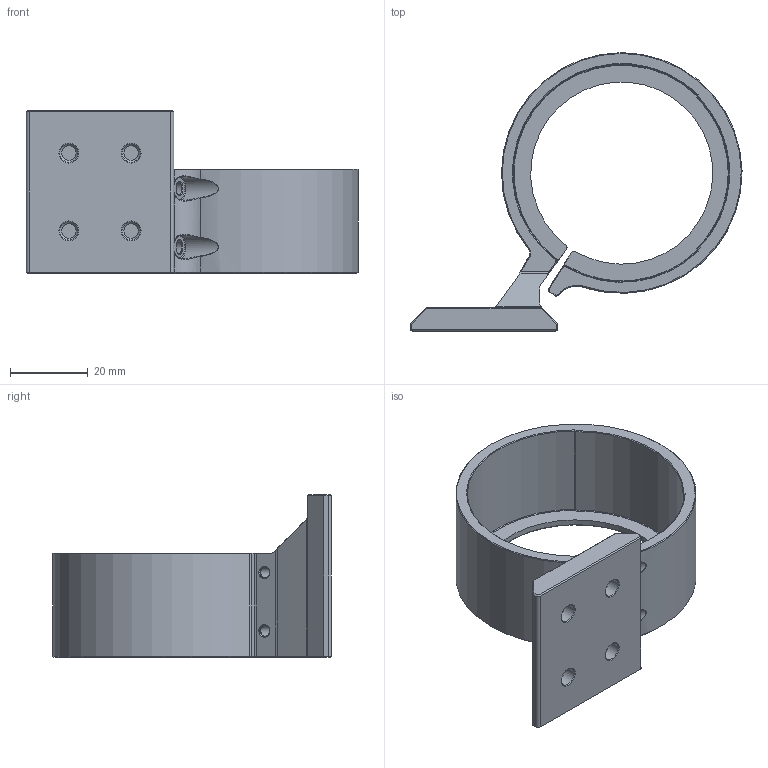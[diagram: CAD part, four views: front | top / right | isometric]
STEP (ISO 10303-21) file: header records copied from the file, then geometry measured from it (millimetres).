
FILE_DESCRIPTION(/* description */ ('','CAx-IF Rec.Pracs.---Representation and Presentation of Product Manufacturing Information (PMI)---4.0---2014-10-13'),/* implementation_level */ '2;1');
FILE_NAME(/* name */ 'vortex_fury_arca_adapter_single.step',/* time_stamp */ '2024-12-01T21:00:10+13:00',/* author */ (''),/* organization */ (''),/* preprocessor_version */ 'ST-DEVELOPER v20',/* originating_system */ 'Autodesk Translation Framework v13.20.0.188',/* authorisation */ '');
FILE_SCHEMA (('AP242_MANAGED_MODEL_BASED_3D_ENGINEERING_MIM_LF { 1 0 10303 442 1 1 4 }'));
Length unit declared in the file: millimetre
Products named in the file (1): vortex_fury_arca_adapter_single
Bounding box: 85.3 x 71.55 x 41.8 mm (x, y, z)
Volume: 28191.6 mm3; surface area: 17285 mm2
Topology: 1 solids, 1 shells, 165 faces, 392 edges, 233 vertices
Faces by surface type: plane 50, cylinder 36, cone 34, bspline 32, torus 13
Full cylindrical faces by diameter (mm): 2.8 x2, 3.4 x2, 4.7 x4
Entity records: 5824 total; most frequent: CARTESIAN_POINT 2096, ORIENTED_EDGE 784, DIRECTION 748, EDGE_CURVE 392, AXIS2_PLACEMENT_3D 288, VERTEX_POINT 233, EDGE_LOOP 177, LINE 172
